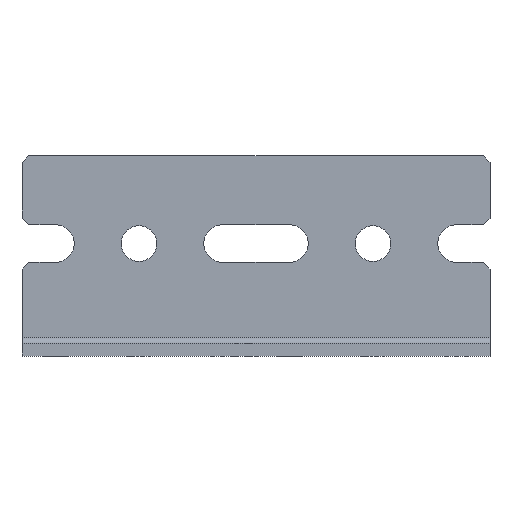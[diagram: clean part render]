
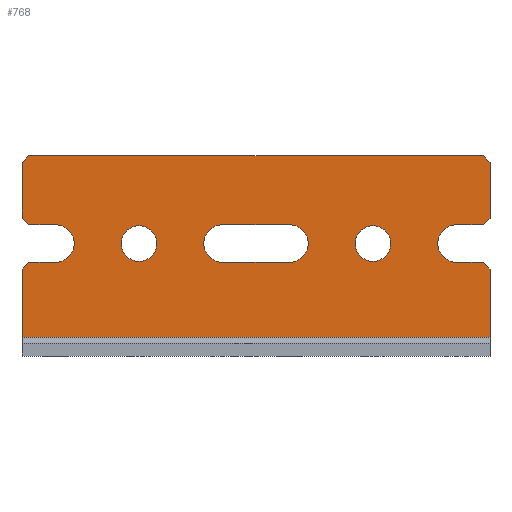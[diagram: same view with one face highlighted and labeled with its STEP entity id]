
A CAD part, top view. The second image highlights one B-rep face of the part: STEP entity #768.
In plain terms, the highlighted planar face has unit normal (0, 0, 1).
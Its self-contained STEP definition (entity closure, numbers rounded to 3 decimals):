
#26=PLANE('',#841);
#50=LINE('',#1105,#125);
#56=LINE('',#1126,#131);
#64=LINE('',#1172,#139);
#68=LINE('',#1181,#143);
#87=LINE('',#1218,#162);
#89=LINE('',#1222,#164);
#90=LINE('',#1224,#165);
#91=LINE('',#1225,#166);
#92=LINE('',#1227,#167);
#93=LINE('',#1228,#168);
#94=LINE('',#1229,#169);
#95=LINE('',#1230,#170);
#96=LINE('',#1232,#171);
#97=LINE('',#1236,#172);
#98=LINE('',#1238,#173);
#99=LINE('',#1239,#174);
#100=LINE('',#1240,#175);
#101=LINE('',#1241,#176);
#125=VECTOR('',#890,1000.);
#131=VECTOR('',#908,1000.);
#139=VECTOR('',#952,1000.);
#143=VECTOR('',#958,1000.);
#162=VECTOR('',#985,1000.);
#164=VECTOR('',#989,1000.);
#165=VECTOR('',#990,1000.);
#166=VECTOR('',#991,1000.);
#167=VECTOR('',#992,1000.);
#168=VECTOR('',#993,1000.);
#169=VECTOR('',#994,1000.);
#170=VECTOR('',#995,1000.);
#171=VECTOR('',#996,1000.);
#172=VECTOR('',#999,1000.);
#173=VECTOR('',#1000,1000.);
#174=VECTOR('',#1001,1000.);
#175=VECTOR('',#1002,1000.);
#176=VECTOR('',#1003,1000.);
#268=ORIENTED_EDGE('',*,*,#408,.T.);
#269=ORIENTED_EDGE('',*,*,#465,.T.);
#270=ORIENTED_EDGE('',*,*,#466,.T.);
#271=ORIENTED_EDGE('',*,*,#402,.T.);
#272=ORIENTED_EDGE('',*,*,#467,.T.);
#273=ORIENTED_EDGE('',*,*,#468,.T.);
#274=ORIENTED_EDGE('',*,*,#442,.T.);
#275=ORIENTED_EDGE('',*,*,#469,.T.);
#276=ORIENTED_EDGE('',*,*,#463,.T.);
#277=ORIENTED_EDGE('',*,*,#470,.T.);
#278=ORIENTED_EDGE('',*,*,#438,.T.);
#279=ORIENTED_EDGE('',*,*,#471,.T.);
#280=ORIENTED_EDGE('',*,*,#472,.T.);
#281=ORIENTED_EDGE('',*,*,#473,.T.);
#282=ORIENTED_EDGE('',*,*,#474,.T.);
#283=ORIENTED_EDGE('',*,*,#475,.T.);
#284=ORIENTED_EDGE('',*,*,#418,.T.);
#285=ORIENTED_EDGE('',*,*,#476,.F.);
#286=ORIENTED_EDGE('',*,*,#477,.T.);
#287=ORIENTED_EDGE('',*,*,#414,.T.);
#288=ORIENTED_EDGE('',*,*,#478,.T.);
#289=ORIENTED_EDGE('',*,*,#429,.T.);
#290=ORIENTED_EDGE('',*,*,#426,.T.);
#291=ORIENTED_EDGE('',*,*,#479,.T.);
#402=EDGE_CURVE('',#505,#506,#579,.T.);
#408=EDGE_CURVE('',#512,#511,#50,.T.);
#414=EDGE_CURVE('',#517,#518,#583,.T.);
#418=EDGE_CURVE('',#521,#522,#56,.T.);
#426=EDGE_CURVE('',#529,#529,#587,.T.);
#429=EDGE_CURVE('',#533,#531,#589,.T.);
#438=EDGE_CURVE('',#541,#542,#64,.T.);
#442=EDGE_CURVE('',#545,#546,#68,.T.);
#463=EDGE_CURVE('',#559,#558,#87,.T.);
#465=EDGE_CURVE('',#511,#560,#89,.T.);
#466=EDGE_CURVE('',#560,#505,#90,.F.);
#467=EDGE_CURVE('',#506,#561,#91,.T.);
#468=EDGE_CURVE('',#561,#545,#92,.T.);
#469=EDGE_CURVE('',#546,#559,#93,.F.);
#470=EDGE_CURVE('',#558,#541,#94,.F.);
#471=EDGE_CURVE('',#542,#562,#95,.T.);
#472=EDGE_CURVE('',#562,#563,#96,.T.);
#473=EDGE_CURVE('',#563,#564,#599,.T.);
#474=EDGE_CURVE('',#564,#565,#97,.F.);
#475=EDGE_CURVE('',#565,#521,#98,.T.);
#476=EDGE_CURVE('',#512,#522,#99,.T.);
#477=EDGE_CURVE('',#531,#517,#100,.F.);
#478=EDGE_CURVE('',#518,#533,#101,.T.);
#479=EDGE_CURVE('',#566,#566,#600,.T.);
#505=VERTEX_POINT('',#1092);
#506=VERTEX_POINT('',#1093);
#511=VERTEX_POINT('',#1104);
#512=VERTEX_POINT('',#1106);
#517=VERTEX_POINT('',#1118);
#518=VERTEX_POINT('',#1119);
#521=VERTEX_POINT('',#1127);
#522=VERTEX_POINT('',#1128);
#529=VERTEX_POINT('',#1144);
#531=VERTEX_POINT('',#1149);
#533=VERTEX_POINT('',#1152);
#541=VERTEX_POINT('',#1173);
#542=VERTEX_POINT('',#1174);
#545=VERTEX_POINT('',#1182);
#546=VERTEX_POINT('',#1183);
#558=VERTEX_POINT('',#1217);
#559=VERTEX_POINT('',#1219);
#560=VERTEX_POINT('',#1223);
#561=VERTEX_POINT('',#1226);
#562=VERTEX_POINT('',#1231);
#563=VERTEX_POINT('',#1233);
#564=VERTEX_POINT('',#1235);
#565=VERTEX_POINT('',#1237);
#566=VERTEX_POINT('',#1243);
#579=CIRCLE('',#809,3.569);
#583=CIRCLE('',#815,3.569);
#587=CIRCLE('',#821,3.378);
#589=CIRCLE('',#824,3.569);
#599=CIRCLE('',#842,3.569);
#600=CIRCLE('',#843,3.378);
#627=EDGE_LOOP('',(#268,#269,#270,#271,#272,#273,#274,#275,#276,#277,#278,
#279,#280,#281,#282,#283,#284,#285));
#628=EDGE_LOOP('',(#286,#287,#288,#289));
#629=EDGE_LOOP('',(#290));
#630=EDGE_LOOP('',(#291));
#694=FACE_BOUND('',#627,.T.);
#695=FACE_BOUND('',#628,.T.);
#696=FACE_BOUND('',#629,.T.);
#697=FACE_BOUND('',#630,.T.);
#768=ADVANCED_FACE('',(#694,#695,#696,#697),#26,.T.);
#809=AXIS2_PLACEMENT_3D('',#1091,#880,#881);
#815=AXIS2_PLACEMENT_3D('',#1117,#900,#901);
#821=AXIS2_PLACEMENT_3D('',#1143,#920,#921);
#824=AXIS2_PLACEMENT_3D('',#1151,#927,#928);
#841=AXIS2_PLACEMENT_3D('',#1221,#987,#988);
#842=AXIS2_PLACEMENT_3D('',#1234,#997,#998);
#843=AXIS2_PLACEMENT_3D('',#1242,#1004,#1005);
#880=DIRECTION('',(0.,0.,-1.));
#881=DIRECTION('',(1.,0.,0.));
#890=DIRECTION('',(0.,1.,0.));
#900=DIRECTION('',(0.,0.,-1.));
#901=DIRECTION('',(1.,0.,0.));
#908=DIRECTION('',(0.,-1.,0.));
#920=DIRECTION('',(0.,0.,-1.));
#921=DIRECTION('',(1.,0.,0.));
#927=DIRECTION('',(0.,0.,-1.));
#928=DIRECTION('',(1.,0.,0.));
#952=DIRECTION('',(0.,-1.,0.));
#958=DIRECTION('',(0.,1.,0.));
#985=DIRECTION('',(-1.,0.,0.));
#987=DIRECTION('',(0.,0.,1.));
#988=DIRECTION('',(1.,0.,0.));
#989=DIRECTION('',(-0.707,0.707,0.));
#990=DIRECTION('',(1.,0.,0.));
#991=DIRECTION('',(1.,0.,0.));
#992=DIRECTION('',(0.707,0.707,0.));
#993=DIRECTION('',(0.707,-0.707,0.));
#994=DIRECTION('',(0.707,0.707,0.));
#995=DIRECTION('',(0.707,-0.707,0.));
#996=DIRECTION('',(1.,0.,0.));
#997=DIRECTION('',(0.,0.,-1.));
#998=DIRECTION('',(1.,0.,0.));
#999=DIRECTION('',(1.,0.,0.));
#1000=DIRECTION('',(-0.707,-0.707,0.));
#1001=DIRECTION('',(-1.,0.,0.));
#1002=DIRECTION('',(1.,0.,0.));
#1003=DIRECTION('',(1.,0.,0.));
#1004=DIRECTION('',(0.,0.,-1.));
#1005=DIRECTION('',(1.,0.,0.));
#1091=CARTESIAN_POINT('',(38.1,2.362,2.413));
#1092=CARTESIAN_POINT('',(38.1,-1.207,2.413));
#1093=CARTESIAN_POINT('',(38.1,5.931,2.413));
#1104=CARTESIAN_POINT('',(44.45,-2.477,2.413));
#1105=CARTESIAN_POINT('',(44.45,-19.05,2.413));
#1106=CARTESIAN_POINT('',(44.45,-15.418,2.413));
#1117=CARTESIAN_POINT('',(-6.35,2.362,2.413));
#1118=CARTESIAN_POINT('',(-6.35,-1.207,2.413));
#1119=CARTESIAN_POINT('',(-6.35,5.931,2.413));
#1126=CARTESIAN_POINT('',(-44.45,19.05,2.413));
#1127=CARTESIAN_POINT('',(-44.45,-2.477,2.413));
#1128=CARTESIAN_POINT('',(-44.45,-15.418,2.413));
#1143=CARTESIAN_POINT('',(22.225,2.362,2.413));
#1144=CARTESIAN_POINT('',(25.603,2.362,2.413));
#1149=CARTESIAN_POINT('',(6.35,-1.207,2.413));
#1151=CARTESIAN_POINT('',(6.35,2.362,2.413));
#1152=CARTESIAN_POINT('',(6.35,5.931,2.413));
#1172=CARTESIAN_POINT('',(-44.45,19.05,2.413));
#1173=CARTESIAN_POINT('',(-44.45,17.78,2.413));
#1174=CARTESIAN_POINT('',(-44.45,7.201,2.413));
#1181=CARTESIAN_POINT('',(44.45,-19.05,2.413));
#1182=CARTESIAN_POINT('',(44.45,7.201,2.413));
#1183=CARTESIAN_POINT('',(44.45,17.78,2.413));
#1217=CARTESIAN_POINT('',(-43.18,19.05,2.413));
#1218=CARTESIAN_POINT('',(44.45,19.05,2.413));
#1219=CARTESIAN_POINT('',(43.18,19.05,2.413));
#1221=CARTESIAN_POINT('',(0.,0.,2.413));
#1222=CARTESIAN_POINT('',(20.987,20.987,2.413));
#1223=CARTESIAN_POINT('',(43.18,-1.207,2.413));
#1224=CARTESIAN_POINT('',(0.,-1.207,2.413));
#1225=CARTESIAN_POINT('',(0.,5.931,2.413));
#1226=CARTESIAN_POINT('',(43.18,5.931,2.413));
#1227=CARTESIAN_POINT('',(18.625,-18.625,2.413));
#1228=CARTESIAN_POINT('',(31.115,31.115,2.413));
#1229=CARTESIAN_POINT('',(-31.115,31.115,2.413));
#1230=CARTESIAN_POINT('',(-18.625,-18.625,2.413));
#1231=CARTESIAN_POINT('',(-43.18,5.931,2.413));
#1232=CARTESIAN_POINT('',(0.,5.931,2.413));
#1233=CARTESIAN_POINT('',(-38.1,5.931,2.413));
#1234=CARTESIAN_POINT('',(-38.1,2.362,2.413));
#1235=CARTESIAN_POINT('',(-38.1,-1.207,2.413));
#1236=CARTESIAN_POINT('',(0.,-1.207,2.413));
#1237=CARTESIAN_POINT('',(-43.18,-1.207,2.413));
#1238=CARTESIAN_POINT('',(-20.987,20.987,2.413));
#1239=CARTESIAN_POINT('',(44.45,-15.418,2.413));
#1240=CARTESIAN_POINT('',(0.,-1.207,2.413));
#1241=CARTESIAN_POINT('',(0.,5.931,2.413));
#1242=CARTESIAN_POINT('',(-22.225,2.362,2.413));
#1243=CARTESIAN_POINT('',(-18.847,2.362,2.413));
